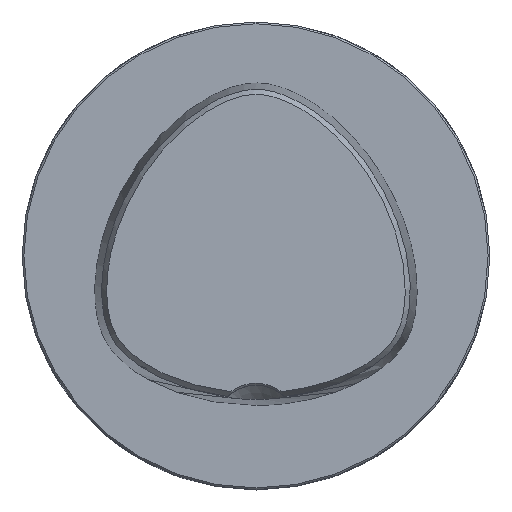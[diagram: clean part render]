
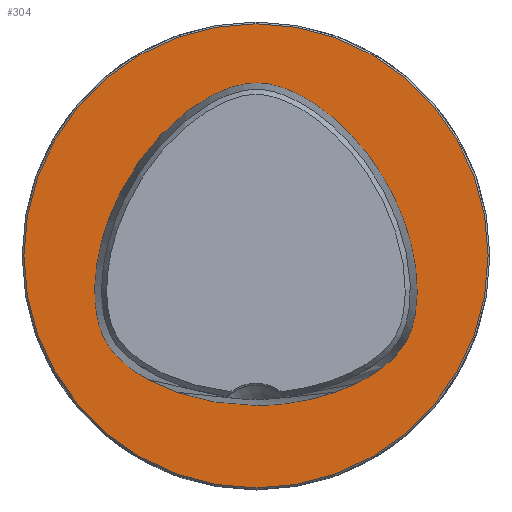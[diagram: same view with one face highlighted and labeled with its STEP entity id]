
A CAD part, top view. The second image highlights one B-rep face of the part: STEP entity #304.
In plain terms, the highlighted planar face has unit normal (0, 0, 1).
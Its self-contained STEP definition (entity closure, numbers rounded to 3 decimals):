
#279=B_SPLINE_CURVE_WITH_KNOTS('',3,(#1882,#1883,#1884,#1885,#1886,#1887,
#1888,#1889,#1890,#1891,#1892,#1893,#1894,#1895,#1896,#1897,#1898,#1899,
#1900,#1901,#1902,#1903,#1904,#1905,#1906,#1907,#1908,#1909,#1910,#1911,
#1912,#1913,#1914,#1915,#1916,#1917,#1918,#1919,#1920,#1921,#1922,#1923,
#1924,#1925,#1926,#1927,#1928,#1929,#1930,#1931,#1932,#1933,#1934,#1935,
#1936,#1937,#1938,#1939,#1940,#1941,#1942,#1943,#1944,#1945,#1946,#1947,
#1948,#1949,#1950,#1951,#1952,#1953,#1954,#1955,#1956,#1957,#1958),
 .UNSPECIFIED.,.T.,.F.,(1,1,2,1,1,1,1,1,1,1,1,1,1,1,1,1,1,1,1,1,1,1,1,1,
1,1,1,1,1,1,1,1,1,1,1,1,1,1,1,1,1,1,1,1,1,1,1,1,1,1,1,1,1,1,1,1,1,1,1,1,
1,1,1,1,1,1,1,1,1,1,1,1,1,1,1,1,2,1,1),(-0.031,-0.016,0.,0.016,
0.031,0.063,0.078,0.094,0.109,0.125,0.133,0.141,0.148,
0.156,0.164,0.172,0.18,0.188,0.195,0.203,0.219,
0.234,0.25,0.266,0.281,0.313,0.344,0.359,0.375,0.391,0.406,
0.422,0.438,0.453,0.469,0.477,0.484,0.492,0.496,
0.5,0.504,0.508,0.516,0.523,0.531,0.547,0.563,0.578,
0.594,0.609,0.625,0.641,0.656,0.688,0.719,0.734,0.75,0.766,
0.781,0.797,0.805,0.813,0.82,0.828,0.836,0.844,
0.852,0.859,0.867,0.875,0.891,0.906,0.922,0.938,0.969,
0.984,1.,1.016,1.031),.UNSPECIFIED.);
#304=ADVANCED_FACE('CU_E_LO_SU_1',(#423,#424),#371,.F.);
#371=PLANE('',#1152);
#423=FACE_BOUND('',#479,.T.);
#424=FACE_BOUND('',#480,.T.);
#479=EDGE_LOOP('',(#616));
#480=EDGE_LOOP('',(#617));
#616=ORIENTED_EDGE('',*,*,#949,.T.);
#617=ORIENTED_EDGE('',*,*,#987,.T.);
#849=VERTEX_POINT('',#1959);
#886=VERTEX_POINT('',#2444);
#949=EDGE_CURVE('',#849,#849,#279,.T.);
#987=EDGE_CURVE('',#886,#886,#1082,.T.);
#1082=CIRCLE('',#1151,39.7);
#1151=AXIS2_PLACEMENT_3D('',#2443,#1286,#1287);
#1152=AXIS2_PLACEMENT_3D('',#2445,#1288,#1289);
#1286=DIRECTION('',(0.,0.,1.));
#1287=DIRECTION('',(1.,0.,0.));
#1288=DIRECTION('',(0.,0.,-1.));
#1289=DIRECTION('',(-1.,0.,0.));
#1882=CARTESIAN_POINT('',(0.901,-25.575,0.));
#1883=CARTESIAN_POINT('',(-0.901,-25.575,0.));
#1884=CARTESIAN_POINT('',(-2.704,-25.519,0.));
#1885=CARTESIAN_POINT('',(-6.296,-25.183,0.));
#1886=CARTESIAN_POINT('',(-9.847,-24.505,0.));
#1887=CARTESIAN_POINT('',(-13.303,-23.467,0.));
#1888=CARTESIAN_POINT('',(-15.832,-22.497,0.));
#1889=CARTESIAN_POINT('',(-18.274,-21.325,0.));
#1890=CARTESIAN_POINT('',(-20.211,-20.163,0.));
#1891=CARTESIAN_POINT('',(-21.677,-19.107,0.));
#1892=CARTESIAN_POINT('',(-22.725,-18.247,0.));
#1893=CARTESIAN_POINT('',(-23.709,-17.313,0.));
#1894=CARTESIAN_POINT('',(-24.61,-16.296,0.));
#1895=CARTESIAN_POINT('',(-25.401,-15.19,0.));
#1896=CARTESIAN_POINT('',(-26.058,-13.998,0.));
#1897=CARTESIAN_POINT('',(-26.575,-12.74,0.));
#1898=CARTESIAN_POINT('',(-26.965,-11.439,0.));
#1899=CARTESIAN_POINT('',(-27.249,-10.112,0.));
#1900=CARTESIAN_POINT('',(-27.504,-8.324,0.));
#1901=CARTESIAN_POINT('',(-27.619,-6.066,0.));
#1902=CARTESIAN_POINT('',(-27.493,-3.36,0.));
#1903=CARTESIAN_POINT('',(-27.139,-0.675,0.));
#1904=CARTESIAN_POINT('',(-26.581,1.974,0.));
#1905=CARTESIAN_POINT('',(-25.59,5.443,0.));
#1906=CARTESIAN_POINT('',(-23.922,9.642,0.));
#1907=CARTESIAN_POINT('',(-21.745,13.599,0.));
#1908=CARTESIAN_POINT('',(-19.72,16.584,0.));
#1909=CARTESIAN_POINT('',(-18.063,18.723,0.));
#1910=CARTESIAN_POINT('',(-16.269,20.75,0.));
#1911=CARTESIAN_POINT('',(-14.343,22.652,0.));
#1912=CARTESIAN_POINT('',(-12.284,24.409,0.));
#1913=CARTESIAN_POINT('',(-10.091,26.,0.));
#1914=CARTESIAN_POINT('',(-7.766,27.392,0.));
#1915=CARTESIAN_POINT('',(-5.716,28.346,0.));
#1916=CARTESIAN_POINT('',(-4.01,28.944,0.));
#1917=CARTESIAN_POINT('',(-2.698,29.293,0.));
#1918=CARTESIAN_POINT('',(-1.581,29.483,0.));
#1919=CARTESIAN_POINT('',(-0.679,29.562,0.));
#1920=CARTESIAN_POINT('',(0.,29.582,0.));
#1921=CARTESIAN_POINT('',(0.679,29.562,0.));
#1922=CARTESIAN_POINT('',(1.581,29.483,0.));
#1923=CARTESIAN_POINT('',(2.698,29.293,0.));
#1924=CARTESIAN_POINT('',(4.01,28.944,0.));
#1925=CARTESIAN_POINT('',(5.716,28.346,0.));
#1926=CARTESIAN_POINT('',(7.766,27.392,0.));
#1927=CARTESIAN_POINT('',(10.091,26.,0.));
#1928=CARTESIAN_POINT('',(12.284,24.409,0.));
#1929=CARTESIAN_POINT('',(14.343,22.652,0.));
#1930=CARTESIAN_POINT('',(16.269,20.75,0.));
#1931=CARTESIAN_POINT('',(18.063,18.723,0.));
#1932=CARTESIAN_POINT('',(19.72,16.584,0.));
#1933=CARTESIAN_POINT('',(21.745,13.599,0.));
#1934=CARTESIAN_POINT('',(23.922,9.642,0.));
#1935=CARTESIAN_POINT('',(25.59,5.443,0.));
#1936=CARTESIAN_POINT('',(26.581,1.974,0.));
#1937=CARTESIAN_POINT('',(27.139,-0.675,0.));
#1938=CARTESIAN_POINT('',(27.493,-3.36,0.));
#1939=CARTESIAN_POINT('',(27.619,-6.066,0.));
#1940=CARTESIAN_POINT('',(27.504,-8.324,0.));
#1941=CARTESIAN_POINT('',(27.249,-10.112,0.));
#1942=CARTESIAN_POINT('',(26.965,-11.439,0.));
#1943=CARTESIAN_POINT('',(26.575,-12.74,0.));
#1944=CARTESIAN_POINT('',(26.058,-13.998,0.));
#1945=CARTESIAN_POINT('',(25.401,-15.19,0.));
#1946=CARTESIAN_POINT('',(24.61,-16.296,0.));
#1947=CARTESIAN_POINT('',(23.709,-17.313,0.));
#1948=CARTESIAN_POINT('',(22.725,-18.247,0.));
#1949=CARTESIAN_POINT('',(21.677,-19.107,0.));
#1950=CARTESIAN_POINT('',(20.211,-20.163,0.));
#1951=CARTESIAN_POINT('',(18.274,-21.325,0.));
#1952=CARTESIAN_POINT('',(15.832,-22.497,0.));
#1953=CARTESIAN_POINT('',(13.303,-23.467,0.));
#1954=CARTESIAN_POINT('',(9.847,-24.505,0.));
#1955=CARTESIAN_POINT('',(6.296,-25.183,0.));
#1956=CARTESIAN_POINT('',(2.704,-25.519,0.));
#1957=CARTESIAN_POINT('',(0.901,-25.575,0.));
#1958=CARTESIAN_POINT('',(-0.901,-25.575,0.));
#1959=CARTESIAN_POINT('',(0.,-25.575,0.));
#2443=CARTESIAN_POINT('',(0.,0.,0.));
#2444=CARTESIAN_POINT('',(39.7,0.,0.));
#2445=CARTESIAN_POINT('',(0.,1.996,0.));
